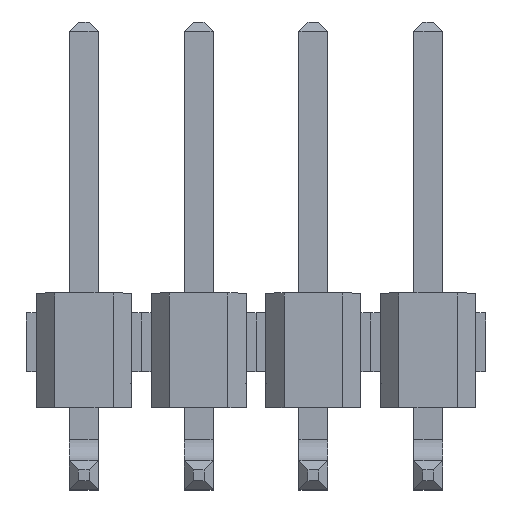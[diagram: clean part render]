
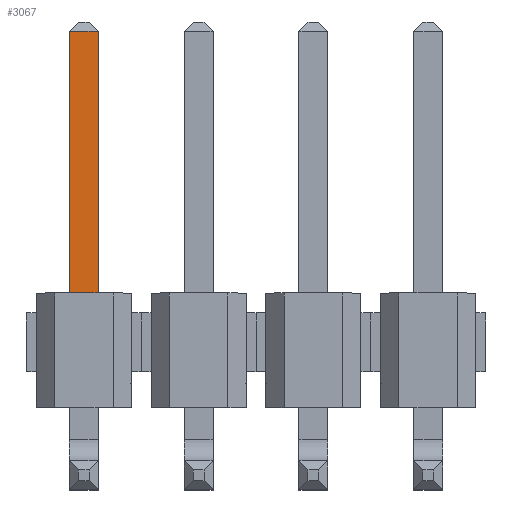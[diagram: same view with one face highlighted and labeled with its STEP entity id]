
A CAD part, top view. The second image highlights one B-rep face of the part: STEP entity #3067.
In plain terms, the highlighted planar face has unit normal (0, 0, 1).
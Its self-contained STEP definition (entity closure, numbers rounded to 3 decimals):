
#613 = CARTESIAN_POINT ( 'NONE',  ( 0.32, 2.54, 0.32 ) ) ;
#1100 = CARTESIAN_POINT ( 'NONE',  ( 0.32, 8.34, 0.32 ) ) ;
#1287 = ORIENTED_EDGE ( 'NONE', *, *, #3855, .F. ) ;
#1603 = EDGE_LOOP ( 'NONE', ( #2389, #3923, #6723, #1287 ) ) ;
#2027 = CARTESIAN_POINT ( 'NONE',  ( 0., 2.54, 0.32 ) ) ;
#2308 = CARTESIAN_POINT ( 'NONE',  ( -0.32, 8.34, 0.32 ) ) ;
#2389 = ORIENTED_EDGE ( 'NONE', *, *, #7627, .T. ) ;
#2691 = CARTESIAN_POINT ( 'NONE',  ( -0.32, -0.7, 0.32 ) ) ;
#2865 = DIRECTION ( 'NONE',  ( 0., 1., 0. ) ) ;
#2877 = EDGE_CURVE ( 'NONE', #6504, #3339, #7807, .T. ) ;
#2977 = CARTESIAN_POINT ( 'NONE',  ( 0.32, -0.7, 0.32 ) ) ;
#3067 = ADVANCED_FACE ( 'NONE', ( #4997 ), #6572, .T. ) ;
#3339 = VERTEX_POINT ( 'NONE', #2308 ) ;
#3550 = VECTOR ( 'NONE', #6619, 1000. ) ;
#3719 = DIRECTION ( 'NONE',  ( -1., 0., 0. ) ) ;
#3855 = EDGE_CURVE ( 'NONE', #6162, #4952, #7032, .T. ) ;
#3905 = CARTESIAN_POINT ( 'NONE',  ( -0.32, -0.7, 0.32 ) ) ;
#3923 = ORIENTED_EDGE ( 'NONE', *, *, #2877, .T. ) ;
#4412 = DIRECTION ( 'NONE',  ( 0., 1., 0. ) ) ;
#4434 = CARTESIAN_POINT ( 'NONE',  ( -0.32, 2.54, 0.32 ) ) ;
#4489 = VECTOR ( 'NONE', #3719, 1000. ) ;
#4916 = CARTESIAN_POINT ( 'NONE',  ( -0.32, 8.34, 0.32 ) ) ;
#4952 = VERTEX_POINT ( 'NONE', #4434 ) ;
#4997 = FACE_OUTER_BOUND ( 'NONE', #1603, .T. ) ;
#5655 = LINE ( 'NONE', #3905, #6464 ) ;
#5674 = AXIS2_PLACEMENT_3D ( 'NONE', #2691, #5891, #5918 ) ;
#5891 = DIRECTION ( 'NONE',  ( 0., 0., 1. ) ) ;
#5918 = DIRECTION ( 'NONE',  ( 0., -1., 0. ) ) ;
#6162 = VERTEX_POINT ( 'NONE', #613 ) ;
#6259 = VECTOR ( 'NONE', #2865, 1000. ) ;
#6464 = VECTOR ( 'NONE', #4412, 1000. ) ;
#6504 = VERTEX_POINT ( 'NONE', #1100 ) ;
#6572 = PLANE ( 'NONE',  #5674 ) ;
#6619 = DIRECTION ( 'NONE',  ( -1., 0., 0. ) ) ;
#6723 = ORIENTED_EDGE ( 'NONE', *, *, #7941, .F. ) ;
#7032 = LINE ( 'NONE', #2027, #3550 ) ;
#7627 = EDGE_CURVE ( 'NONE', #6162, #6504, #8032, .T. ) ;
#7807 = LINE ( 'NONE', #4916, #4489 ) ;
#7941 = EDGE_CURVE ( 'NONE', #4952, #3339, #5655, .T. ) ;
#8032 = LINE ( 'NONE', #2977, #6259 ) ;
